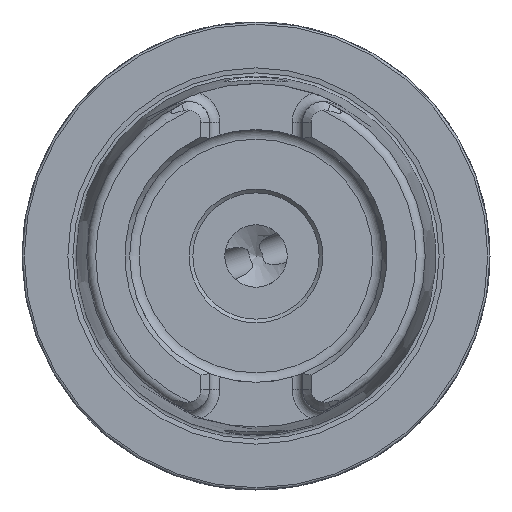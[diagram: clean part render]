
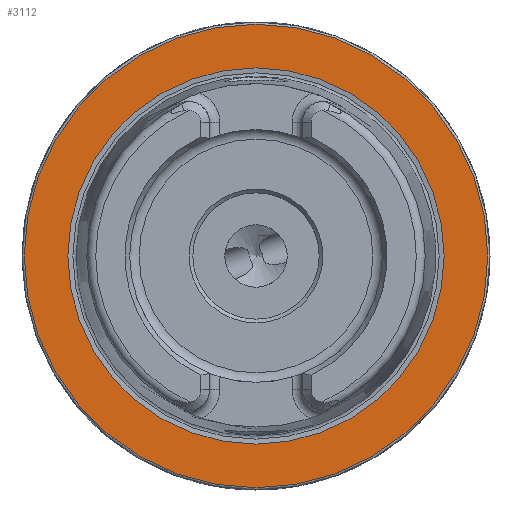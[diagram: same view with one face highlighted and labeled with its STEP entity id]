
A CAD part, left-side view. The second image highlights one B-rep face of the part: STEP entity #3112.
In plain terms, the highlighted planar face has unit normal (-1, 0, 0).
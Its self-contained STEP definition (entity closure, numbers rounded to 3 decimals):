
#284 = VERTEX_POINT ( 'NONE', #392 ) ;
#392 = CARTESIAN_POINT ( 'NONE',  ( 0., 0., 25.324 ) ) ;
#440 = DIRECTION ( 'NONE',  ( -1., 0., 0. ) ) ;
#730 = AXIS2_PLACEMENT_3D ( 'NONE', #5040, #440, #5827 ) ;
#1067 = CARTESIAN_POINT ( 'NONE',  ( 0., 31.2, 0. ) ) ;
#1545 = AXIS2_PLACEMENT_3D ( 'NONE', #2406, #5519, #1671 ) ;
#1671 = DIRECTION ( 'NONE',  ( 0., 0., 1. ) ) ;
#2366 = CIRCLE ( 'NONE', #1545, 25.324 ) ;
#2406 = CARTESIAN_POINT ( 'NONE',  ( 0., 0., 0. ) ) ;
#2665 = EDGE_CURVE ( 'NONE', #8128, #8128, #5532, .T. ) ;
#2730 = DIRECTION ( 'NONE',  ( 1., 0., 0. ) ) ;
#3112 = ADVANCED_FACE ( 'NONE', ( #3612, #3129 ), #6481, .F. ) ;
#3129 = FACE_OUTER_BOUND ( 'NONE', #7213, .T. ) ;
#3365 = EDGE_LOOP ( 'NONE', ( #9471 ) ) ;
#3372 = DIRECTION ( 'NONE',  ( 0., 0., -1. ) ) ;
#3612 = FACE_BOUND ( 'NONE', #3365, .T. ) ;
#4257 = ORIENTED_EDGE ( 'NONE', *, *, #2665, .T. ) ;
#4454 = AXIS2_PLACEMENT_3D ( 'NONE', #1067, #2730, #3372 ) ;
#4516 = EDGE_CURVE ( 'NONE', #284, #284, #2366, .T. ) ;
#5040 = CARTESIAN_POINT ( 'NONE',  ( 0., 0., 0. ) ) ;
#5519 = DIRECTION ( 'NONE',  ( -1., 0., 0. ) ) ;
#5532 = CIRCLE ( 'NONE', #730, 31.2 ) ;
#5827 = DIRECTION ( 'NONE',  ( 0., 0., 1. ) ) ;
#6481 = PLANE ( 'NONE',  #4454 ) ;
#6532 = CARTESIAN_POINT ( 'NONE',  ( 0., 0., 31.2 ) ) ;
#7213 = EDGE_LOOP ( 'NONE', ( #4257 ) ) ;
#8128 = VERTEX_POINT ( 'NONE', #6532 ) ;
#9471 = ORIENTED_EDGE ( 'NONE', *, *, #4516, .F. ) ;
